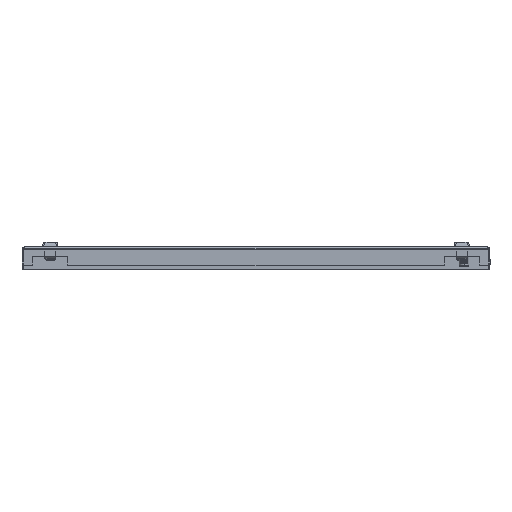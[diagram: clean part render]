
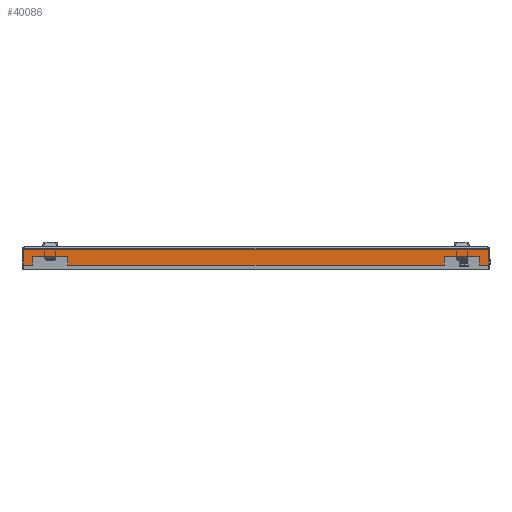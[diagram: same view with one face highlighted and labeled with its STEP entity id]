
A CAD part, left-side view. The second image highlights one B-rep face of the part: STEP entity #40086.
In plain terms, the highlighted planar face has unit normal (-1, 0, 0).
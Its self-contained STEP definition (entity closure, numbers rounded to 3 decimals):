
#14507 = LINE ( 'NONE', #71632, #14535 ) ;
#14520 = LINE ( 'NONE', #71604, #14527 ) ;
#14524 = LINE ( 'NONE', #71599, #14531 ) ;
#14527 = VECTOR ( 'NONE', #71601, 1000. ) ;
#14531 = VECTOR ( 'NONE', #71595, 1000. ) ;
#14533 = LINE ( 'NONE', #71589, #14540 ) ;
#14535 = VECTOR ( 'NONE', #71593, 1000. ) ;
#14537 = LINE ( 'NONE', #71584, #14544 ) ;
#14540 = VECTOR ( 'NONE', #71586, 1000. ) ;
#14542 = LINE ( 'NONE', #71579, #14548 ) ;
#14544 = VECTOR ( 'NONE', #71581, 1000. ) ;
#14546 = LINE ( 'NONE', #71574, #14553 ) ;
#14548 = VECTOR ( 'NONE', #71576, 1000. ) ;
#14550 = LINE ( 'NONE', #71569, #14557 ) ;
#14553 = VECTOR ( 'NONE', #71571, 1000. ) ;
#14555 = LINE ( 'NONE', #71564, #14561 ) ;
#14557 = VECTOR ( 'NONE', #71566, 1000. ) ;
#14559 = LINE ( 'NONE', #71559, #14566 ) ;
#14561 = VECTOR ( 'NONE', #71561, 1000. ) ;
#14563 = LINE ( 'NONE', #71554, #14570 ) ;
#14566 = VECTOR ( 'NONE', #71556, 1000. ) ;
#14568 = LINE ( 'NONE', #71549, #14574 ) ;
#14570 = VECTOR ( 'NONE', #71551, 1000. ) ;
#14574 = VECTOR ( 'NONE', #71545, 1000. ) ;
#18131 = EDGE_LOOP ( 'NONE', ( #28390, #28410, #28356, #28360, #28349, #28308, #28347, #28334, #28369, #28388, #28321, #28382 ) ) ;
#22995 = AXIS2_PLACEMENT_3D ( 'NONE', #31913, #31917, #31918 ) ;
#26568 = EDGE_CURVE ( 'NONE', #57561, #57810, #14520, .T. ) ;
#26570 = EDGE_CURVE ( 'NONE', #57801, #57810, #14524, .T. ) ;
#26571 = EDGE_CURVE ( 'NONE', #57808, #57801, #14507, .T. ) ;
#26572 = EDGE_CURVE ( 'NONE', #57799, #57808, #14533, .T. ) ;
#26573 = EDGE_CURVE ( 'NONE', #57807, #57799, #14537, .T. ) ;
#26574 = EDGE_CURVE ( 'NONE', #57753, #57807, #14542, .T. ) ;
#26575 = EDGE_CURVE ( 'NONE', #57758, #57753, #14546, .T. ) ;
#26576 = EDGE_CURVE ( 'NONE', #57690, #57758, #14550, .T. ) ;
#26577 = EDGE_CURVE ( 'NONE', #57698, #57690, #14555, .T. ) ;
#26578 = EDGE_CURVE ( 'NONE', #57579, #57698, #14559, .T. ) ;
#26579 = EDGE_CURVE ( 'NONE', #57566, #57579, #14563, .T. ) ;
#26580 = EDGE_CURVE ( 'NONE', #57566, #57561, #14568, .T. ) ;
#28308 = ORIENTED_EDGE ( 'NONE', *, *, #26575, .T. ) ;
#28321 = ORIENTED_EDGE ( 'NONE', *, *, #26570, .T. ) ;
#28334 = ORIENTED_EDGE ( 'NONE', *, *, #26573, .T. ) ;
#28347 = ORIENTED_EDGE ( 'NONE', *, *, #26574, .T. ) ;
#28349 = ORIENTED_EDGE ( 'NONE', *, *, #26576, .T. ) ;
#28356 = ORIENTED_EDGE ( 'NONE', *, *, #26578, .T. ) ;
#28360 = ORIENTED_EDGE ( 'NONE', *, *, #26577, .T. ) ;
#28369 = ORIENTED_EDGE ( 'NONE', *, *, #26572, .T. ) ;
#28382 = ORIENTED_EDGE ( 'NONE', *, *, #26568, .F. ) ;
#28388 = ORIENTED_EDGE ( 'NONE', *, *, #26571, .T. ) ;
#28390 = ORIENTED_EDGE ( 'NONE', *, *, #26580, .F. ) ;
#28410 = ORIENTED_EDGE ( 'NONE', *, *, #26579, .T. ) ;
#31913 = CARTESIAN_POINT ( 'NONE',  ( -432.5, -198., 0. ) ) ;
#31916 = PLANE ( 'NONE',  #22995 ) ;
#31917 = DIRECTION ( 'NONE',  ( 1., 0., 0. ) ) ;
#31918 = DIRECTION ( 'NONE',  ( 0., 1., 0. ) ) ;
#38937 = FACE_OUTER_BOUND ( 'NONE', #18131, .T. ) ;
#40086 = ADVANCED_FACE ( 'NONE', ( #38937 ), #31916, .F. ) ;
#57561 = VERTEX_POINT ( 'NONE', #85893 ) ;
#57566 = VERTEX_POINT ( 'NONE', #85898 ) ;
#57579 = VERTEX_POINT ( 'NONE', #85910 ) ;
#57690 = VERTEX_POINT ( 'NONE', #86018 ) ;
#57698 = VERTEX_POINT ( 'NONE', #86025 ) ;
#57753 = VERTEX_POINT ( 'NONE', #86080 ) ;
#57758 = VERTEX_POINT ( 'NONE', #86085 ) ;
#57799 = VERTEX_POINT ( 'NONE', #86126 ) ;
#57801 = VERTEX_POINT ( 'NONE', #86128 ) ;
#57807 = VERTEX_POINT ( 'NONE', #86134 ) ;
#57808 = VERTEX_POINT ( 'NONE', #86135 ) ;
#57810 = VERTEX_POINT ( 'NONE', #86137 ) ;
#71545 = DIRECTION ( 'NONE',  ( 0., -1., 0. ) ) ;
#71549 = CARTESIAN_POINT ( 'NONE',  ( -432.5, 396.005, -0.75 ) ) ;
#71551 = DIRECTION ( 'NONE',  ( 0., 0., -1. ) ) ;
#71554 = CARTESIAN_POINT ( 'NONE',  ( -432.5, 197.999, 395.472 ) ) ;
#71556 = DIRECTION ( 'NONE',  ( 0., -1., 0. ) ) ;
#71559 = CARTESIAN_POINT ( 'NONE',  ( -432.5, -198., -14. ) ) ;
#71561 = DIRECTION ( 'NONE',  ( 0., 0., 1. ) ) ;
#71564 = CARTESIAN_POINT ( 'NONE',  ( -432.5, 190., -14. ) ) ;
#71566 = DIRECTION ( 'NONE',  ( 0., -1., 0. ) ) ;
#71569 = CARTESIAN_POINT ( 'NONE',  ( -432.5, 190., -6.5 ) ) ;
#71571 = DIRECTION ( 'NONE',  ( 0., 0., -1. ) ) ;
#71574 = CARTESIAN_POINT ( 'NONE',  ( -432.5, 160., -14. ) ) ;
#71576 = DIRECTION ( 'NONE',  ( 0., -1., 0. ) ) ;
#71579 = CARTESIAN_POINT ( 'NONE',  ( -432.5, -198., -14. ) ) ;
#71581 = DIRECTION ( 'NONE',  ( 0., 0., 1. ) ) ;
#71584 = CARTESIAN_POINT ( 'NONE',  ( -432.5, -160., -14. ) ) ;
#71586 = DIRECTION ( 'NONE',  ( 0., -1., 0. ) ) ;
#71589 = CARTESIAN_POINT ( 'NONE',  ( -432.5, -190., -6.5 ) ) ;
#71593 = DIRECTION ( 'NONE',  ( 0., 0., -1. ) ) ;
#71595 = DIRECTION ( 'NONE',  ( 0., -1., 0. ) ) ;
#71599 = CARTESIAN_POINT ( 'NONE',  ( -432.5, -198., -14. ) ) ;
#71601 = DIRECTION ( 'NONE',  ( 0., 0., -1. ) ) ;
#71604 = CARTESIAN_POINT ( 'NONE',  ( -432.5, -197.999, 395.475 ) ) ;
#71632 = CARTESIAN_POINT ( 'NONE',  ( -432.5, -190., -14. ) ) ;
#85893 = CARTESIAN_POINT ( 'NONE',  ( -432.5, -197.999, -0.75 ) ) ;
#85898 = CARTESIAN_POINT ( 'NONE',  ( -432.5, 198., -0.75 ) ) ;
#85910 = CARTESIAN_POINT ( 'NONE',  ( -432.5, 197.999, -14. ) ) ;
#86018 = CARTESIAN_POINT ( 'NONE',  ( -432.5, 190., -6.5 ) ) ;
#86025 = CARTESIAN_POINT ( 'NONE',  ( -432.5, 190., -14. ) ) ;
#86080 = CARTESIAN_POINT ( 'NONE',  ( -432.5, 160., -14. ) ) ;
#86085 = CARTESIAN_POINT ( 'NONE',  ( -432.5, 160., -6.5 ) ) ;
#86126 = CARTESIAN_POINT ( 'NONE',  ( -432.5, -160., -6.5 ) ) ;
#86128 = CARTESIAN_POINT ( 'NONE',  ( -432.5, -190., -14. ) ) ;
#86134 = CARTESIAN_POINT ( 'NONE',  ( -432.5, -160., -14. ) ) ;
#86135 = CARTESIAN_POINT ( 'NONE',  ( -432.5, -190., -6.5 ) ) ;
#86137 = CARTESIAN_POINT ( 'NONE',  ( -432.5, -197.999, -14. ) ) ;
